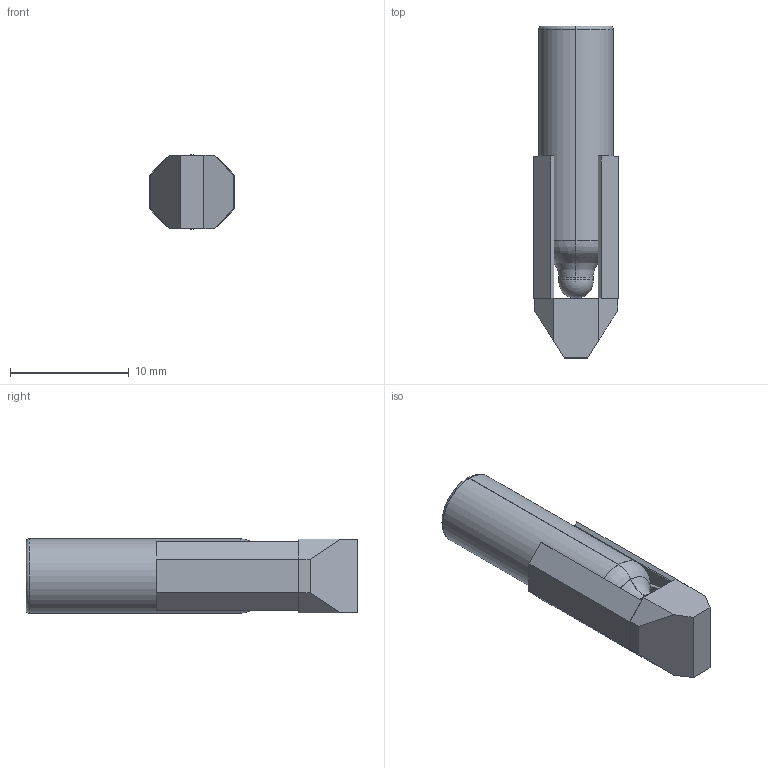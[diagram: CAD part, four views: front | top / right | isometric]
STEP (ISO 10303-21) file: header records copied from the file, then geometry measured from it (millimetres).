
FILE_DESCRIPTION (( 'STEP AP214' ), '1' );
FILE_NAME ('120PSB-.STEP', '2018-10-10T21:19:07', ( 'user' ), ( 'Microsoft' ), 'SwSTEP 2.0', 'SolidWorks 2018', '' );
FILE_SCHEMA (( 'AUTOMOTIVE_DESIGN' ));
Length unit declared in the file: inch
Products named in the file (1): 120PSB-
Bounding box: 7.11 x 27.93 x 6.25 mm (x, y, z)
Volume: 220.1 mm3; surface area: 1477.9 mm2
Topology: 1 solids, 3 shells, 166 faces, 435 edges, 259 vertices
Faces by surface type: bspline 52, plane 48, torus 32, cylinder 30, sphere 4
Entity records: 9289 total; most frequent: CARTESIAN_POINT 3353, ORIENTED_EDGE 834, DIRECTION 737, EDGE_CURVE 417, AXIS2_PLACEMENT_3D 293, VERTEX_POINT 253, EDGE_LOOP 178, CIRCLE 178
